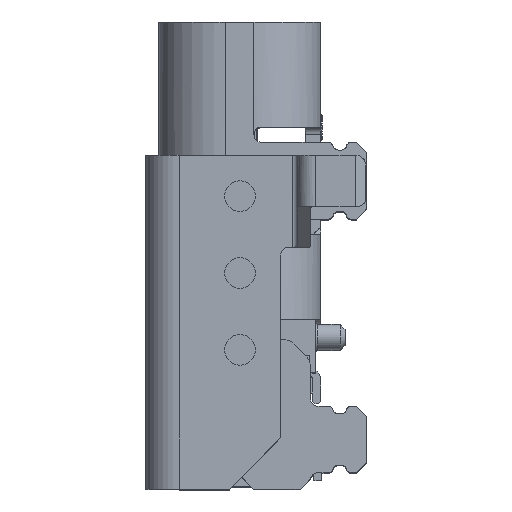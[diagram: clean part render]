
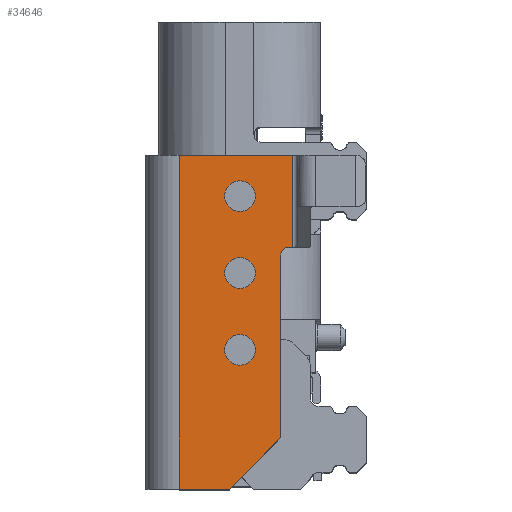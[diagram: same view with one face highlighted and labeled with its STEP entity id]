
A CAD part, top view. The second image highlights one B-rep face of the part: STEP entity #34646.
In plain terms, the highlighted planar face has unit normal (0, 0, 1).
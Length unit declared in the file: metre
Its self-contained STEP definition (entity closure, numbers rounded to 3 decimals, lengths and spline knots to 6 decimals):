
#1209=PLANE('',#37203);
#2271=CIRCLE('',#37100,0.0003);
#2273=CIRCLE('',#37104,0.0003);
#2275=CIRCLE('',#37108,0.0003);
#2276=CIRCLE('',#37111,0.00015);
#9937=ORIENTED_EDGE('',*,*,#16629,.F.);
#9938=ORIENTED_EDGE('',*,*,#16631,.F.);
#9939=ORIENTED_EDGE('',*,*,#16633,.F.);
#9940=ORIENTED_EDGE('',*,*,#16766,.T.);
#9941=ORIENTED_EDGE('',*,*,#16635,.F.);
#9942=ORIENTED_EDGE('',*,*,#16653,.T.);
#9943=ORIENTED_EDGE('',*,*,#16681,.T.);
#9944=ORIENTED_EDGE('',*,*,#16767,.T.);
#9945=ORIENTED_EDGE('',*,*,#16684,.T.);
#9946=ORIENTED_EDGE('',*,*,#16764,.T.);
#9947=ORIENTED_EDGE('',*,*,#16768,.F.);
#16629=EDGE_CURVE('',#20393,#20393,#2271,.T.);
#16631=EDGE_CURVE('',#20395,#20395,#2273,.T.);
#16633=EDGE_CURVE('',#20397,#20397,#2275,.T.);
#16635=EDGE_CURVE('',#20399,#20400,#2276,.T.);
#16653=EDGE_CURVE('',#20399,#20412,#24269,.T.);
#16681=EDGE_CURVE('',#20412,#20429,#24289,.T.);
#16684=EDGE_CURVE('',#20433,#20432,#24291,.T.);
#16764=EDGE_CURVE('',#20432,#20488,#24343,.T.);
#16766=EDGE_CURVE('',#20489,#20400,#24345,.T.);
#16767=EDGE_CURVE('',#20429,#20433,#24346,.T.);
#16768=EDGE_CURVE('',#20489,#20488,#24347,.T.);
#20393=VERTEX_POINT('',#55659);
#20395=VERTEX_POINT('',#55665);
#20397=VERTEX_POINT('',#55671);
#20399=VERTEX_POINT('',#55675);
#20400=VERTEX_POINT('',#55677);
#20412=VERTEX_POINT('',#55704);
#20429=VERTEX_POINT('',#55767);
#20432=VERTEX_POINT('',#55774);
#20433=VERTEX_POINT('',#55776);
#20488=VERTEX_POINT('',#55941);
#20489=VERTEX_POINT('',#55946);
#24269=LINE('',#55713,#28259);
#24289=LINE('',#55768,#28279);
#24291=LINE('',#55775,#28281);
#24343=LINE('',#55942,#28333);
#24345=LINE('',#55945,#28335);
#24346=LINE('',#55947,#28336);
#24347=LINE('',#55948,#28337);
#28259=VECTOR('',#44984,1.);
#28279=VECTOR('',#45046,1.);
#28281=VECTOR('',#45052,1.);
#28333=VECTOR('',#45222,1.);
#28335=VECTOR('',#45226,1.);
#28336=VECTOR('',#45227,1.);
#28337=VECTOR('',#45228,1.);
#30505=EDGE_LOOP('',(#9937));
#30506=EDGE_LOOP('',(#9938));
#30507=EDGE_LOOP('',(#9939));
#30508=EDGE_LOOP('',(#9940,#9941,#9942,#9943,#9944,#9945,#9946,#9947));
#32387=FACE_BOUND('',#30505,.T.);
#32388=FACE_BOUND('',#30506,.T.);
#32389=FACE_BOUND('',#30507,.T.);
#32390=FACE_BOUND('',#30508,.T.);
#34646=ADVANCED_FACE('',(#32387,#32388,#32389,#32390),#1209,.T.);
#37100=AXIS2_PLACEMENT_3D('',#55658,#44931,#44932);
#37104=AXIS2_PLACEMENT_3D('',#55664,#44939,#44940);
#37108=AXIS2_PLACEMENT_3D('',#55670,#44947,#44948);
#37111=AXIS2_PLACEMENT_3D('',#55676,#44953,#44954);
#37203=AXIS2_PLACEMENT_3D('',#55944,#45224,#45225);
#44931=DIRECTION('',(0.,0.,1.));
#44932=DIRECTION('',(1.,0.,0.));
#44939=DIRECTION('',(0.,0.,1.));
#44940=DIRECTION('',(1.,0.,0.));
#44947=DIRECTION('',(0.,0.,1.));
#44948=DIRECTION('',(1.,0.,0.));
#44953=DIRECTION('',(0.,0.,1.));
#44954=DIRECTION('',(0.,1.,0.));
#44984=DIRECTION('',(1.,0.,0.));
#45046=DIRECTION('',(0.,1.,0.));
#45052=DIRECTION('',(0.,-1.,0.));
#45222=DIRECTION('',(1.,0.,0.));
#45224=DIRECTION('',(0.,0.,1.));
#45225=DIRECTION('',(-1.,0.,0.));
#45226=DIRECTION('',(0.,1.,0.));
#45227=DIRECTION('',(-1.,0.,0.));
#45228=DIRECTION('',(-0.707,-0.707,0.));
#55658=CARTESIAN_POINT('',(-0.001433,0.003627,0.00627));
#55659=CARTESIAN_POINT('',(-0.001133,0.003627,0.00627));
#55664=CARTESIAN_POINT('',(-0.001433,0.002127,0.00627));
#55665=CARTESIAN_POINT('',(-0.001133,0.002127,0.00627));
#55670=CARTESIAN_POINT('',(-0.001433,0.000627,0.00627));
#55671=CARTESIAN_POINT('',(-0.001133,0.000627,0.00627));
#55675=CARTESIAN_POINT('',(-0.000489,0.002627,0.00627));
#55676=CARTESIAN_POINT('',(-0.000489,0.002477,0.00627));
#55677=CARTESIAN_POINT('',(-0.000639,0.002477,0.00627));
#55704=CARTESIAN_POINT('',(-0.000409,0.002627,0.00627));
#55713=CARTESIAN_POINT('',(-0.000489,0.002627,0.00627));
#55767=CARTESIAN_POINT('',(-0.000409,0.004427,0.00627));
#55768=CARTESIAN_POINT('',(-0.000409,0.002627,0.00627));
#55774=CARTESIAN_POINT('',(-0.002619,-0.002093,0.00627));
#55775=CARTESIAN_POINT('',(-0.002619,0.004427,0.00627));
#55776=CARTESIAN_POINT('',(-0.002619,0.004427,0.00627));
#55941=CARTESIAN_POINT('',(-0.001639,-0.002093,0.00627));
#55942=CARTESIAN_POINT('',(-0.000109,-0.002093,0.00627));
#55944=CARTESIAN_POINT('',(-0.000109,0.004427,0.00627));
#55945=CARTESIAN_POINT('',(-0.000639,-0.001093,0.00627));
#55946=CARTESIAN_POINT('',(-0.000639,-0.001093,0.00627));
#55947=CARTESIAN_POINT('',(-0.000409,0.004427,0.00627));
#55948=CARTESIAN_POINT('',(-0.000639,-0.001093,0.00627));
